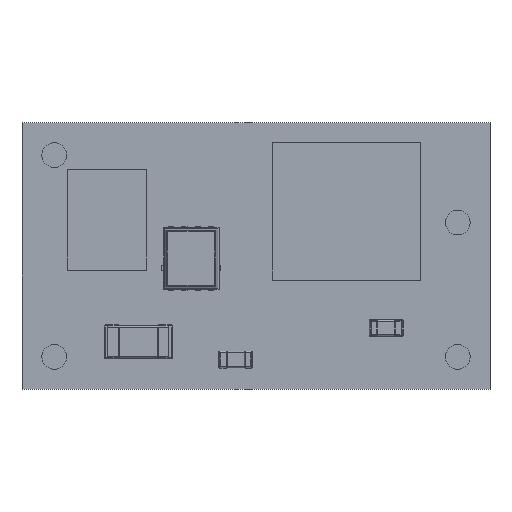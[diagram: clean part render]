
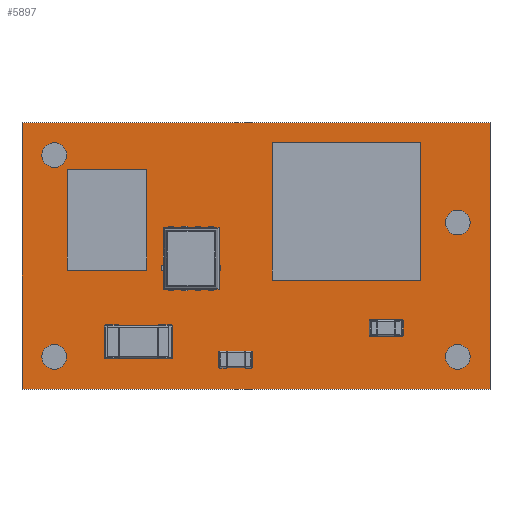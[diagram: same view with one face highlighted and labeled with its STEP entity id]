
A CAD part, top view. The second image highlights one B-rep face of the part: STEP entity #5897.
In plain terms, the highlighted planar face has unit normal (0, 0, 1).
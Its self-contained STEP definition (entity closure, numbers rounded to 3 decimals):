
#5781=DIRECTION('',(0.,-1.,0.));
#5782=VECTOR('',#5781,12.573);
#5783=CARTESIAN_POINT('',(-11.049,6.287,0.535));
#5784=LINE('',#5783,#5782);
#5788=DIRECTION('',(-1.,0.,0.));
#5789=VECTOR('',#5788,22.098);
#5790=CARTESIAN_POINT('',(11.049,6.287,0.535));
#5791=LINE('',#5790,#5789);
#5795=DIRECTION('',(0.,1.,0.));
#5796=VECTOR('',#5795,12.573);
#5797=CARTESIAN_POINT('',(11.049,-6.287,0.535));
#5798=LINE('',#5797,#5796);
#5802=DIRECTION('',(1.,0.,0.));
#5803=VECTOR('',#5802,22.098);
#5804=CARTESIAN_POINT('',(-11.049,-6.287,0.535));
#5805=LINE('',#5804,#5803);
#5827=CARTESIAN_POINT('',(11.049,-6.287,0.535));
#5828=VERTEX_POINT('',#5827);
#5829=CARTESIAN_POINT('',(-11.049,-6.287,0.535));
#5830=VERTEX_POINT('',#5829);
#5833=CARTESIAN_POINT('',(11.049,6.287,0.535));
#5834=VERTEX_POINT('',#5833);
#5837=CARTESIAN_POINT('',(-11.049,6.287,0.535));
#5838=VERTEX_POINT('',#5837);
#5884=CARTESIAN_POINT('',(0.,0.,0.535));
#5885=DIRECTION('',(0.,0.,1.));
#5886=DIRECTION('',(1.,0.,0.));
#5887=AXIS2_PLACEMENT_3D('',#5884,#5885,#5886);
#5888=PLANE('',#5887);
#5890=ORIENTED_EDGE('',*,*,#5889,.F.);
#5892=ORIENTED_EDGE('',*,*,#5891,.F.);
#5893=ORIENTED_EDGE('',*,*,#5877,.F.);
#5894=ORIENTED_EDGE('',*,*,#5848,.F.);
#5895=EDGE_LOOP('',(#5890,#5892,#5893,#5894));
#5896=FACE_OUTER_BOUND('',#5895,.F.);
#5897=ADVANCED_FACE('',(#5896),#5888,.T.);
#5848=EDGE_CURVE('',#5830,#5828,#5805,.T.);
#5877=EDGE_CURVE('',#5828,#5834,#5798,.T.);
#5889=EDGE_CURVE('',#5838,#5830,#5784,.T.);
#5891=EDGE_CURVE('',#5834,#5838,#5791,.T.);
